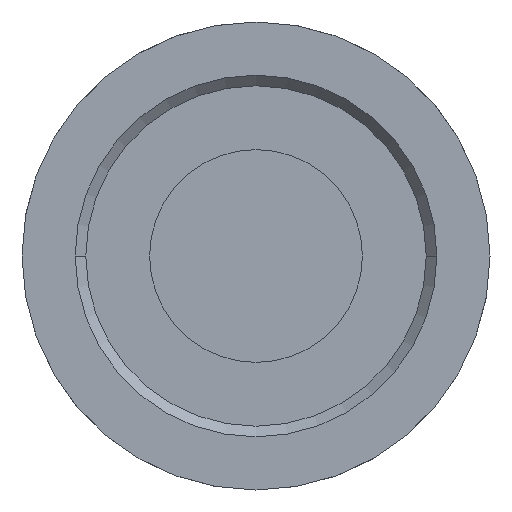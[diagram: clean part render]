
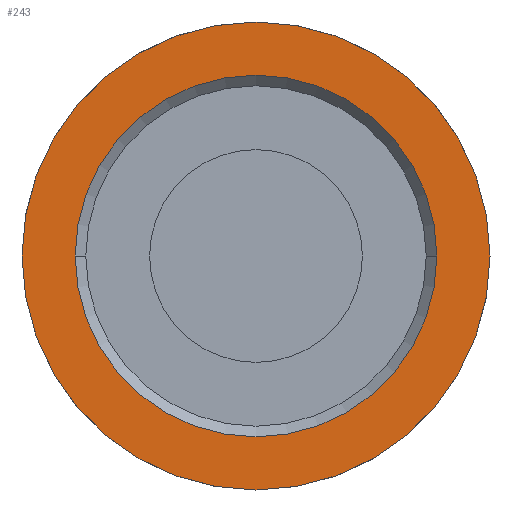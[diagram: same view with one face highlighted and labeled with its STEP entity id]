
A CAD part, front view. The second image highlights one B-rep face of the part: STEP entity #243.
In plain terms, the highlighted planar face has unit normal (0, -1, 0).
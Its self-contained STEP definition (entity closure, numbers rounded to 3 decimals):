
#243=ADVANCED_FACE('71',(#554,#555),#556,.F.);
#554=FACE_OUTER_BOUND('',#917,.T.);
#555=FACE_BOUND('',#918,.T.);
#556=PLANE('',#919);
#917=EDGE_LOOP('',(#1599,#1600));
#918=EDGE_LOOP('',(#1601,#1602));
#919=AXIS2_PLACEMENT_3D('',#1603,#1604,#1605);
#1599=ORIENTED_EDGE('',*,*,#2003,.F.);
#1600=ORIENTED_EDGE('',*,*,#2004,.T.);
#1601=ORIENTED_EDGE('',*,*,#1997,.F.);
#1602=ORIENTED_EDGE('',*,*,#2001,.T.);
#1603=CARTESIAN_POINT('',(0.0,0.0,0.0));
#1604=DIRECTION('',(-0.0,1.0,0.0));
#1605=DIRECTION('',(1.0,0.0,0.0));
#1997=EDGE_CURVE('819',#2203,#2204,#2205,.T.);
#2001=EDGE_CURVE('814',#2203,#2204,#2209,.T.);
#2003=EDGE_CURVE('72',#2211,#2212,#2213,.T.);
#2004=EDGE_CURVE('110',#2211,#2212,#2214,.T.);
#2203=VERTEX_POINT('',#2435);
#2204=VERTEX_POINT('',#2436);
#2205=CIRCLE('',#2437,17.0);
#2209=CIRCLE('',#2443,17.0);
#2211=VERTEX_POINT('',#2445);
#2212=VERTEX_POINT('',#2446);
#2213=CIRCLE('',#2447,22.0);
#2214=CIRCLE('',#2448,22.0);
#2435=CARTESIAN_POINT('',(-17.0,0.0,0.0));
#2436=CARTESIAN_POINT('',(17.0,0.0,0.0));
#2437=AXIS2_PLACEMENT_3D('',#2684,#2685,#2686);
#2443=AXIS2_PLACEMENT_3D('',#2689,#2690,#2691);
#2445=CARTESIAN_POINT('',(-22.0,0.0,0.0));
#2446=CARTESIAN_POINT('',(22.0,0.0,0.0));
#2447=AXIS2_PLACEMENT_3D('',#2692,#2693,#2694);
#2448=AXIS2_PLACEMENT_3D('',#2695,#2696,#2697);
#2684=CARTESIAN_POINT('',(0.0,0.0,0.0));
#2685=DIRECTION('',(0.0,-1.0,0.0));
#2686=DIRECTION('',(-1.0,0.0,0.0));
#2689=CARTESIAN_POINT('',(0.0,0.0,0.0));
#2690=DIRECTION('',(0.0,1.0,0.0));
#2691=DIRECTION('',(-1.0,0.0,0.0));
#2692=CARTESIAN_POINT('',(0.0,0.0,0.0));
#2693=DIRECTION('',(0.0,1.0,0.0));
#2694=DIRECTION('',(-1.0,0.0,0.0));
#2695=CARTESIAN_POINT('',(0.0,0.0,0.0));
#2696=DIRECTION('',(0.0,-1.0,0.0));
#2697=DIRECTION('',(-1.0,0.0,0.0));
